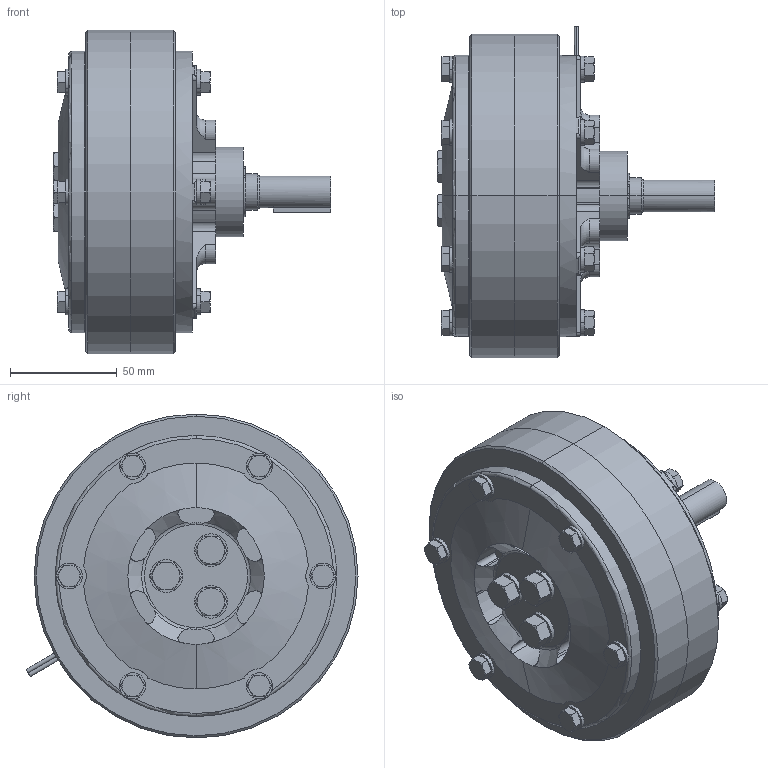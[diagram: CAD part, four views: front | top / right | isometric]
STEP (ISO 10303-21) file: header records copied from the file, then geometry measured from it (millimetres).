
FILE_DESCRIPTION (( 'STEP AP203' ), '1' );
FILE_NAME ('YPP616673.STEP', '2020-12-24T07:20:09', ( '' ), ( '' ), 'SwSTEP 2.0', 'SolidWorks 2016', '' );
FILE_SCHEMA (( 'CONFIG_CONTROL_DESIGN' ));
Length unit declared in the file: millimetre
Products named in the file (1): YPP616673
Bounding box: 130.3 x 155.81 x 152 mm (x, y, z)
Volume: 1044878.9 mm3; surface area: 125015.1 mm2
Topology: 18 solids, 18 shells, 655 faces, 1663 edges, 1058 vertices
Faces by surface type: cylinder 286, plane 243, cone 102, torus 24
Entity records: 20979 total; most frequent: CARTESIAN_POINT 5065, DIRECTION 3412, ORIENTED_EDGE 3278, EDGE_CURVE 1639, AXIS2_PLACEMENT_3D 1367, VERTEX_POINT 1058, CIRCLE 711, EDGE_LOOP 709
